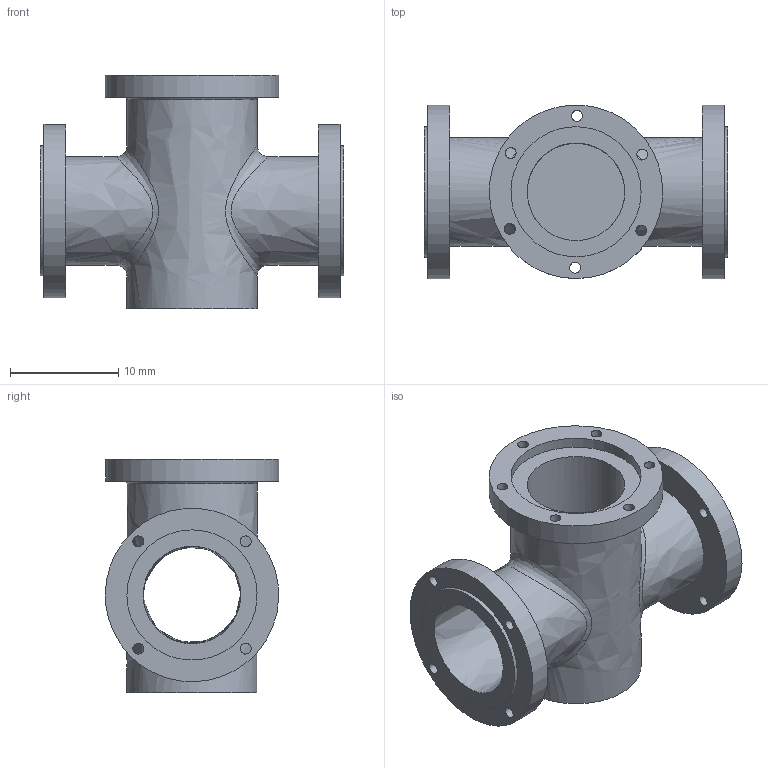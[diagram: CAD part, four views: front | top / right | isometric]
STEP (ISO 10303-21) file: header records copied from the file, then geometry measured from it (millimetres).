
FILE_DESCRIPTION(('FreeCAD Model'),'2;1');
FILE_NAME( 'Moderate.step', '2017-01-15T14:38:28',('Gustavo Segura <>'),( ''),'Open CASCADE STEP processor 6.9','FreeCAD','Unknown');
FILE_SCHEMA(('AUTOMOTIVE_DESIGN_CC2 { 1 2 10303 214 -1 1 5 4 }'));
Length unit declared in the file: millimetre
Products named in the file (2): ASSEMBLY; Fillet001
Assembly tree (1 placements, depth 2):
  ASSEMBLY
    Fillet001
Bounding box: 28 x 16 x 21.5 mm (x, y, z)
Volume: 1789.5 mm3; surface area: 3370.4 mm2
Topology: 1 solids, 1 shells, 45 faces, 104 edges, 67 vertices
Faces by surface type: bspline 40, cylinder 4, plane 1
Full cylindrical faces by diameter (mm): 9 x4
Entity records: 9094 total; most frequent: CARTESIAN_POINT 7631, ORIENTED_EDGE 208, PCURVE 208, DEFINITIONAL_REPRESENTATION 208, B_SPLINE_CURVE_WITH_KNOTS 174, EDGE_CURVE 104, FACE_BOUND 83, EDGE_LOOP 83
